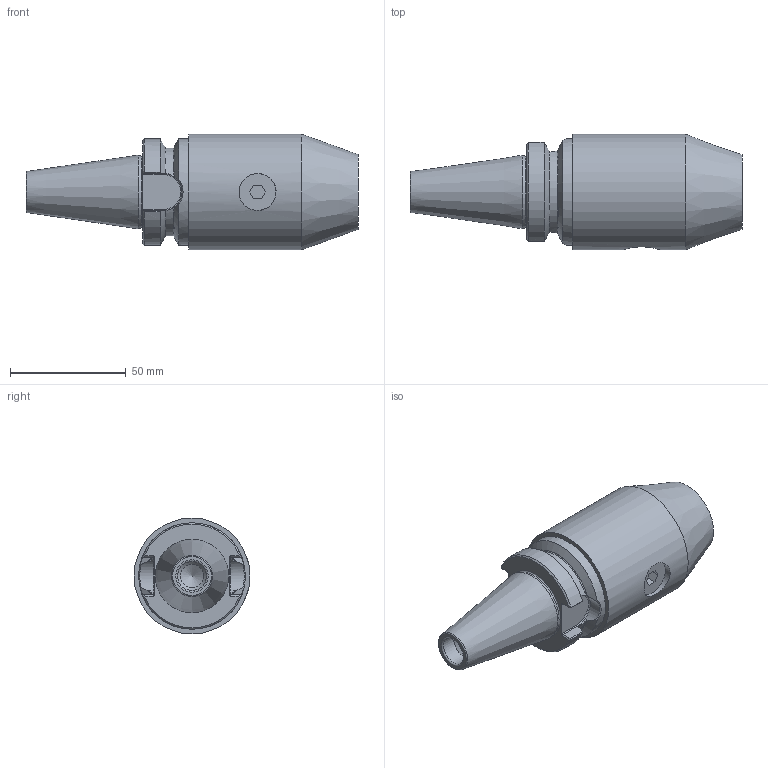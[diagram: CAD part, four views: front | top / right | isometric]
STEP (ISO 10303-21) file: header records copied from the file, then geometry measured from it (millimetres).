
FILE_DESCRIPTION( ( 'Unknown' ), '1' );
FILE_NAME( '213050100.stp', 'Unknown', ( 'Unknown' ), ( 'Unknown' ), 'PSStep 15.0.49', 'Unknown', ' ' );
FILE_SCHEMA( ( 'AUTOMOTIVE_DESIGN { 1 0 10303 214 1 1 1 1 }' ) );
Length unit declared in the file: millimetre
Products named in the file (1): 1
Bounding box: 143.4 x 50 x 50 mm (x, y, z)
Volume: 177483.6 mm3; surface area: 21916.5 mm2
Topology: 1 solids, 1 shells, 84 faces, 220 edges, 142 vertices
Faces by surface type: plane 38, cylinder 20, cone 11, torus 9, bspline 6
Full cylindrical faces by diameter (mm): 10.106 x2, 12.5 x1, 16 x1, 46 x1, 50 x1
Entity records: 3529 total; most frequent: CARTESIAN_POINT 948, ORIENTED_EDGE 402, DIRECTION 358, EDGE_CURVE 201, AXIS2_PLACEMENT_3D 143, VERTEX_POINT 138, EDGE_LOOP 102, FACE_OUTER_BOUND 93
